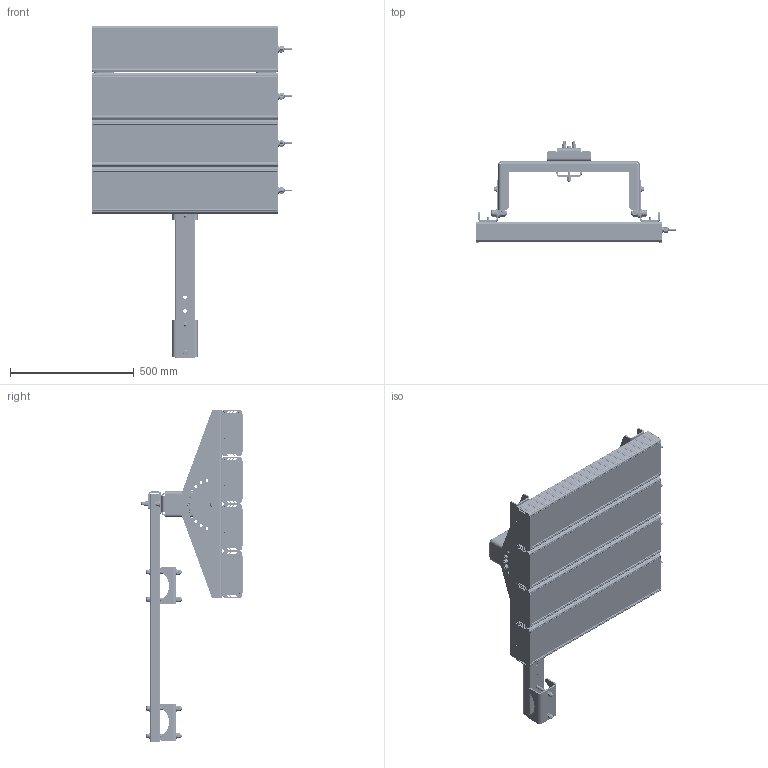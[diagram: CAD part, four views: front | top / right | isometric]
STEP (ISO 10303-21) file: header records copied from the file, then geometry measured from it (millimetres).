
FILE_DESCRIPTION(('STEP AP214'), '1');
FILE_NAME('001.0084.20.000 - ÃÑÓ Ýêñòðà Ì 600 (4õ150)', '2023-12-14T08:58:22', ('Åâãåíèé'), ('ÎÊÁ Ñâîé Ñòèëü'), 'C3D Converter', 'C3D Toolkit', '');
FILE_SCHEMA(('AUTOMOTIVE_DESIGN { 1 0 10303 214 3 1 1}'));
Length unit declared in the file: millimetre
Products named in the file (49): 001.0084.20.000; 001.0056.01.000; 001.0054.03.001х4; 001.0054.03.001х4-01; 001.0056.00.001; 001.0056.01.001; ТрП 80х40х3.1000.01; 001.0056.00.002
Assembly tree (165 placements, depth 4):
  001.0084.20.000
    (unnamed)  x4
      (unnamed)
      (unnamed)
      (unnamed)
      (unnamed)
      (unnamed)
      (unnamed)
      (unnamed)
      (unnamed)
      (unnamed)
        (unnamed)
      (unnamed)
        (unnamed)
        (unnamed)  x13
        (unnamed)
        (unnamed)
        (unnamed)
        (unnamed)
        (unnamed)
        (unnamed)
        (unnamed)
    001.0056.01.000
      001.0054.03.001х4
      001.0054.03.001х4-01
      (unnamed)  x4
      (unnamed)  x4
      (unnamed)  x4
      (unnamed)  x4
      (unnamed)  x4
      (unnamed)  x4
      001.0056.00.001
      001.0056.01.000
        001.0056.01.001
        ТрП 80х40х3.1000.01
      001.0056.00.002  x2
      (unnamed)  x16
      (unnamed)  x4
      (unnamed)  x2
      (unnamed)  x2
      (unnamed)  x11
      (unnamed)  x4
      (unnamed)  x2
      (unnamed)  x2
      (unnamed)  x2
      (unnamed)  x6
      (unnamed)  x6
      (unnamed)  x6
      (unnamed)  x8
Bounding box: 806.43 x 410.16 x 1339.5 mm (x, y, z)
Volume: 13066612.9 mm3; surface area: 8639188.2 mm2
Topology: 2230 solids, 2230 shells, 24246 faces, 57306 edges, 38200 vertices
Faces by surface type: plane 16610, cylinder 6572, cone 648, bspline 276, torus 76, sphere 64
Full cylindrical faces by diameter (mm): 1 x64, 2 x128, 2.5 x256, 2.8 x1600, 3.2 x64, 3.5 x320, 4 x48, 4.917 x8, 6 x8, 6.4 x8, 6.75 x8, 8 x54, 8.376 x6, 10 x22, 10.106 x8, 11 x19, 12 x40, 12.5 x4, 13 x8, 13.5 x16, 14 x40, 15.294 x2, 16 x10, 18 x18, 18.5 x12, 20 x19, 22 x4, 23.5 x4, 24 x16, 27 x2
Entity records: 122750 total; most frequent: CARTESIAN_POINT 49893, DIRECTION 11860, ORIENTED_EDGE 10896, EDGE_CURVE 5448, AXIS2_PLACEMENT_3D 4356, VERTEX_POINT 3740, LINE 3148, VECTOR 3148
